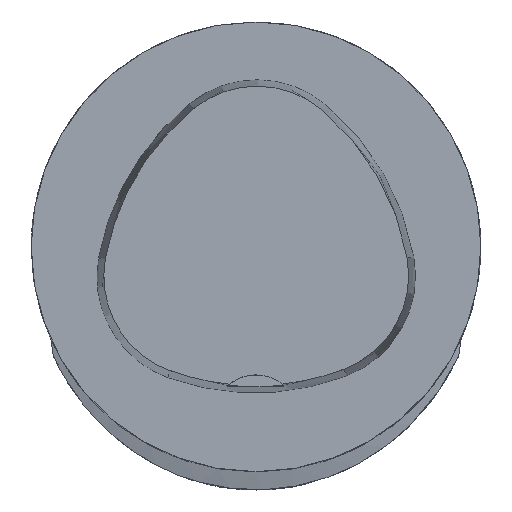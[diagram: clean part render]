
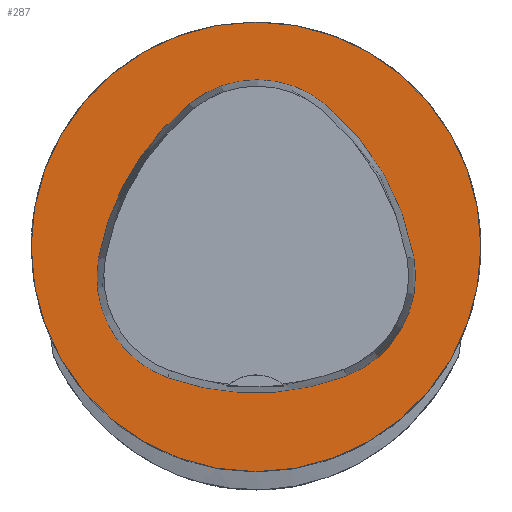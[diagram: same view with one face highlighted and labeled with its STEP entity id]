
A CAD part, top view. The second image highlights one B-rep face of the part: STEP entity #287.
In plain terms, the highlighted planar face has unit normal (0, 0, 1).
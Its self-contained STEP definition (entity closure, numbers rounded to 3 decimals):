
#287=ADVANCED_FACE('',(#363,#364),#322,.T.);
#322=PLANE('',#1012);
#363=FACE_BOUND('',#414,.T.);
#364=FACE_BOUND('',#415,.T.);
#414=EDGE_LOOP('',(#575,#576,#577,#578,#579,#580));
#415=EDGE_LOOP('',(#581));
#575=ORIENTED_EDGE('',*,*,#819,.T.);
#576=ORIENTED_EDGE('',*,*,#799,.T.);
#577=ORIENTED_EDGE('',*,*,#803,.T.);
#578=ORIENTED_EDGE('',*,*,#806,.T.);
#579=ORIENTED_EDGE('',*,*,#809,.T.);
#580=ORIENTED_EDGE('',*,*,#817,.T.);
#581=ORIENTED_EDGE('',*,*,#771,.F.);
#692=VERTEX_POINT('',#1488);
#712=VERTEX_POINT('',#1563);
#713=VERTEX_POINT('',#1564);
#716=VERTEX_POINT('',#1572);
#718=VERTEX_POINT('',#1578);
#720=VERTEX_POINT('',#1584);
#727=VERTEX_POINT('',#1605);
#771=EDGE_CURVE('',#692,#692,#864,.T.);
#799=EDGE_CURVE('',#712,#713,#871,.T.);
#803=EDGE_CURVE('',#713,#716,#873,.T.);
#806=EDGE_CURVE('',#716,#718,#875,.T.);
#809=EDGE_CURVE('',#718,#720,#877,.T.);
#817=EDGE_CURVE('',#720,#727,#881,.T.);
#819=EDGE_CURVE('',#727,#712,#883,.T.);
#864=CIRCLE('',#968,31.5);
#871=CIRCLE('',#990,36.);
#873=CIRCLE('',#993,15.);
#875=CIRCLE('',#996,36.);
#877=CIRCLE('',#999,15.);
#881=CIRCLE('',#1004,36.);
#883=CIRCLE('',#1007,15.);
#968=AXIS2_PLACEMENT_3D('',#1487,#1129,#1130);
#990=AXIS2_PLACEMENT_3D('',#1562,#1181,#1182);
#993=AXIS2_PLACEMENT_3D('',#1571,#1189,#1190);
#996=AXIS2_PLACEMENT_3D('',#1577,#1196,#1197);
#999=AXIS2_PLACEMENT_3D('',#1583,#1203,#1204);
#1004=AXIS2_PLACEMENT_3D('',#1606,#1215,#1216);
#1007=AXIS2_PLACEMENT_3D('',#1609,#1221,#1222);
#1012=AXIS2_PLACEMENT_3D('',#1614,#1231,#1232);
#1129=DIRECTION('',(0.,0.,-1.));
#1130=DIRECTION('',(-1.,0.,0.));
#1181=DIRECTION('',(0.,0.,-1.));
#1182=DIRECTION('',(-1.,0.,0.));
#1189=DIRECTION('',(0.,0.,-1.));
#1190=DIRECTION('',(-1.,0.,0.));
#1196=DIRECTION('',(0.,0.,-1.));
#1197=DIRECTION('',(-1.,0.,0.));
#1203=DIRECTION('',(0.,0.,-1.));
#1204=DIRECTION('',(-1.,0.,0.));
#1215=DIRECTION('',(0.,0.,-1.));
#1216=DIRECTION('',(-1.,0.,0.));
#1221=DIRECTION('',(0.,0.,-1.));
#1222=DIRECTION('',(-1.,0.,0.));
#1231=DIRECTION('',(0.,0.,1.));
#1232=DIRECTION('',(1.,0.,0.));
#1487=CARTESIAN_POINT('',(0.,0.,0.));
#1488=CARTESIAN_POINT('',(-31.5,0.,0.));
#1562=CARTESIAN_POINT('',(13.398,-7.893,0.));
#1563=CARTESIAN_POINT('',(-22.041,-1.562,0.));
#1564=CARTESIAN_POINT('',(-9.317,20.036,0.));
#1571=CARTESIAN_POINT('',(0.148,8.399,0.));
#1572=CARTESIAN_POINT('',(9.779,19.898,0.));
#1577=CARTESIAN_POINT('',(-13.337,-7.7,0.));
#1578=CARTESIAN_POINT('',(22.122,-1.48,0.));
#1583=CARTESIAN_POINT('',(7.347,-4.071,0.));
#1584=CARTESIAN_POINT('',(12.693,-18.087,0.));
#1605=CARTESIAN_POINT('',(-12.373,-18.307,0.));
#1606=CARTESIAN_POINT('',(-0.137,15.55,0.));
#1609=CARTESIAN_POINT('',(-7.275,-4.2,0.));
#1614=CARTESIAN_POINT('',(0.,0.,0.));
